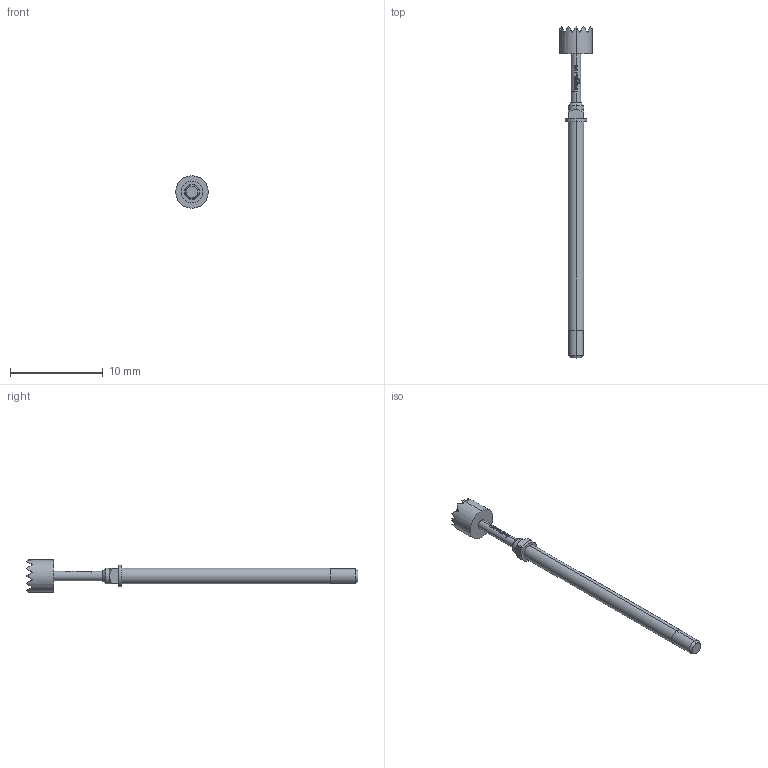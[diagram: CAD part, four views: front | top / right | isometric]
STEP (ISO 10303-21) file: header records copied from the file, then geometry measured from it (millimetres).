
FILE_DESCRIPTION (( 'STEP AP203' ), '1' );
FILE_NAME ('INGUN_GKS-112_306_350_R_xx02_M.STEP', '2023-09-20T07:12:39', ( '' ), ( '' ), 'SwSTEP 2.0', 'SolidWorks 2021', '' );
FILE_SCHEMA (( 'CONFIG_CONTROL_DESIGN' ));
Length unit declared in the file: millimetre
Products named in the file (1): INGUN_GKS-112_306_350_R_xx02_M
Bounding box: 3.5 x 35.8 x 3.5 mm (x, y, z)
Volume: 88.1 mm3; surface area: 223.6 mm2
Topology: 1 solids, 1 shells, 190 faces, 445 edges, 261 vertices
Faces by surface type: plane 136, bspline 22, cylinder 22, cone 10
Entity records: 5630 total; most frequent: CARTESIAN_POINT 1575, ORIENTED_EDGE 890, DIRECTION 737, EDGE_CURVE 445, AXIS2_PLACEMENT_3D 263, VERTEX_POINT 261, LINE 211, VECTOR 211
